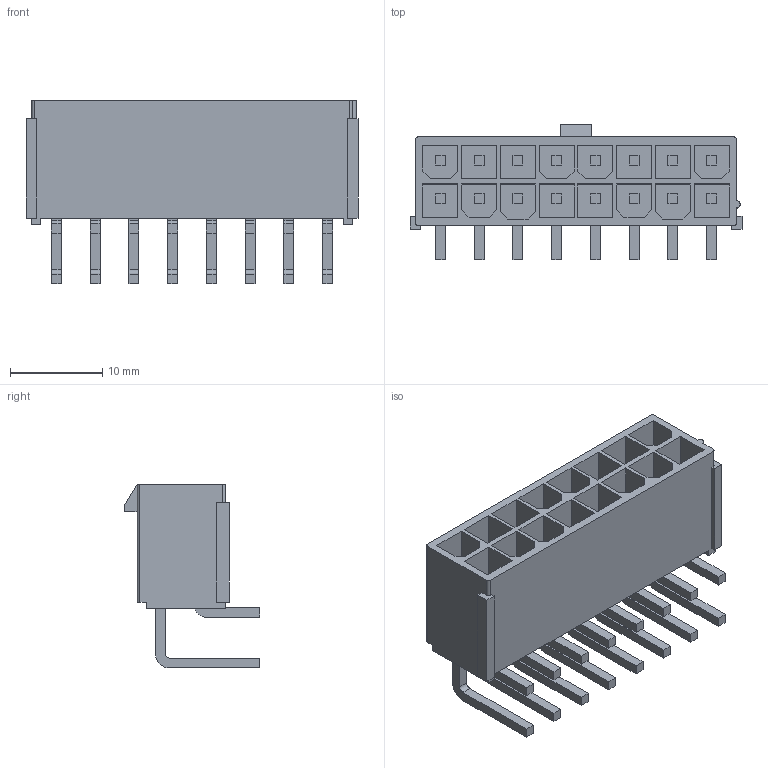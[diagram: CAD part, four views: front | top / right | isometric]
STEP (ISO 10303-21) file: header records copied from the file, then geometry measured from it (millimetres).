
FILE_DESCRIPTION((''),'2;1');
FILE_NAME('874271602','2013-07-16T',('me'),(''),'PRO/ENGINEER BY PARAMETRIC TECHNOLOGY CORPORATION, 2011490','PRO/ENGINEER BY PARAMETRIC TECHNOLOGY CORPORATION, 2011490','');
FILE_SCHEMA(('CONFIG_CONTROL_DESIGN'));
Length unit declared in the file: millimetre
Products named in the file (1): 874271602
Bounding box: 36 x 14.7 x 19.93 mm (x, y, z)
Volume: 2489 mm3; surface area: 5388.7 mm2
Topology: 1 solids, 1 shells, 355 faces, 913 edges, 608 vertices
Faces by surface type: plane 318, cylinder 37
Entity records: 10663 total; most frequent: CARTESIAN_POINT 1876, ORIENTED_EDGE 1826, DIRECTION 1697, EDGE_CURVE 913, VECTOR 839, LINE 839, VERTEX_POINT 608, AXIS2_PLACEMENT_3D 429
